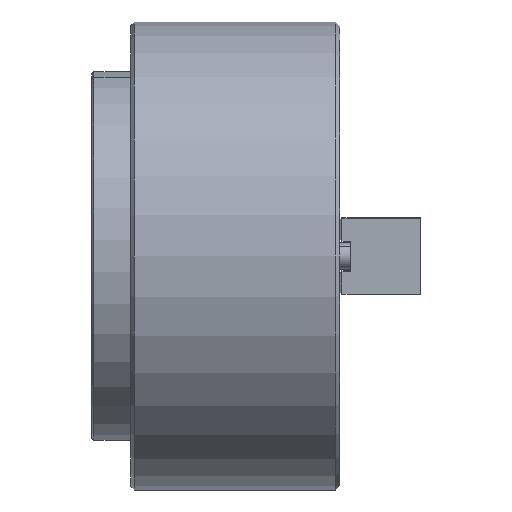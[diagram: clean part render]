
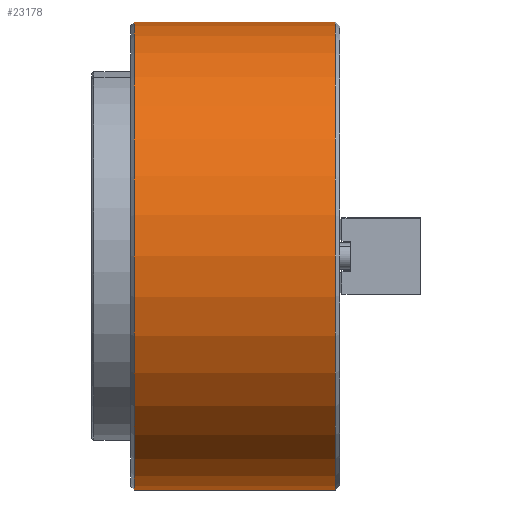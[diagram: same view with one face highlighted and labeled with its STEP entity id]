
A CAD part, front view. The second image highlights one B-rep face of the part: STEP entity #23178.
In plain terms, the highlighted cylindrical face has radius 107.5 mm (diameter 215 mm), a partial arc.
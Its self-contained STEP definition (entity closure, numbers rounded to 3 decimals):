
#379 = CIRCLE ( 'NONE', #13318, 107.5 ) ;
#1018 = AXIS2_PLACEMENT_3D ( 'NONE', #1648, #28074, #14870 ) ;
#1234 = VERTEX_POINT ( 'NONE', #15371 ) ;
#1648 = CARTESIAN_POINT ( 'NONE',  ( -47.09, 0., 0. ) ) ;
#1750 = VERTEX_POINT ( 'NONE', #28133 ) ;
#2022 = EDGE_CURVE ( 'NONE', #1750, #2326, #8209, .T. ) ;
#2190 = CARTESIAN_POINT ( 'NONE',  ( -47.09, 0., -107.5 ) ) ;
#2326 = VERTEX_POINT ( 'NONE', #26808 ) ;
#3042 = VECTOR ( 'NONE', #19859, 1000. ) ;
#3120 = EDGE_CURVE ( 'NONE', #2326, #14692, #6399, .T. ) ;
#4917 = CARTESIAN_POINT ( 'NONE',  ( -47.09, 0., 107.5 ) ) ;
#5508 = DIRECTION ( 'NONE',  ( -1., 0., 0. ) ) ;
#6399 = CIRCLE ( 'NONE', #23799, 107.5 ) ;
#6610 = EDGE_CURVE ( 'NONE', #1234, #1750, #379, .T. ) ;
#8209 = LINE ( 'NONE', #4917, #19270 ) ;
#8214 = LINE ( 'NONE', #2190, #3042 ) ;
#10002 = DIRECTION ( 'NONE',  ( -1., 0., 0. ) ) ;
#10825 = ORIENTED_EDGE ( 'NONE', *, *, #16213, .F. ) ;
#11659 = DIRECTION ( 'NONE',  ( 1., 0., 0. ) ) ;
#13056 = ORIENTED_EDGE ( 'NONE', *, *, #2022, .T. ) ;
#13318 = AXIS2_PLACEMENT_3D ( 'NONE', #23198, #10002, #25429 ) ;
#14208 = ORIENTED_EDGE ( 'NONE', *, *, #3120, .T. ) ;
#14692 = VERTEX_POINT ( 'NONE', #18722 ) ;
#14870 = DIRECTION ( 'NONE',  ( 0., 0., 1. ) ) ;
#15371 = CARTESIAN_POINT ( 'NONE',  ( 94., 0., -107.5 ) ) ;
#16213 = EDGE_CURVE ( 'NONE', #1234, #14692, #8214, .T. ) ;
#17073 = FACE_OUTER_BOUND ( 'NONE', #26961, .T. ) ;
#18722 = CARTESIAN_POINT ( 'NONE',  ( 1.5, 0., -107.5 ) ) ;
#19270 = VECTOR ( 'NONE', #5508, 1000. ) ;
#19859 = DIRECTION ( 'NONE',  ( -1., 0., 0. ) ) ;
#23178 = ADVANCED_FACE ( 'NONE', ( #17073 ), #27417, .T. ) ;
#23198 = CARTESIAN_POINT ( 'NONE',  ( 94., 0., 0. ) ) ;
#23799 = AXIS2_PLACEMENT_3D ( 'NONE', #24874, #11659, #27082 ) ;
#24874 = CARTESIAN_POINT ( 'NONE',  ( 1.5, 0., 0. ) ) ;
#24967 = ORIENTED_EDGE ( 'NONE', *, *, #6610, .T. ) ;
#25429 = DIRECTION ( 'NONE',  ( 0., 0., 1. ) ) ;
#26808 = CARTESIAN_POINT ( 'NONE',  ( 1.5, 0., 107.5 ) ) ;
#26961 = EDGE_LOOP ( 'NONE', ( #10825, #24967, #13056, #14208 ) ) ;
#27082 = DIRECTION ( 'NONE',  ( 0., 0., -1. ) ) ;
#27417 = CYLINDRICAL_SURFACE ( 'NONE', #1018, 107.5 ) ;
#28074 = DIRECTION ( 'NONE',  ( -1., 0., 0. ) ) ;
#28133 = CARTESIAN_POINT ( 'NONE',  ( 94., 0., 107.5 ) ) ;
